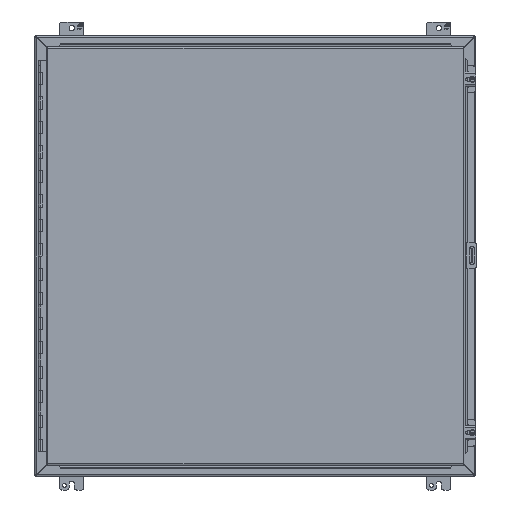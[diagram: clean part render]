
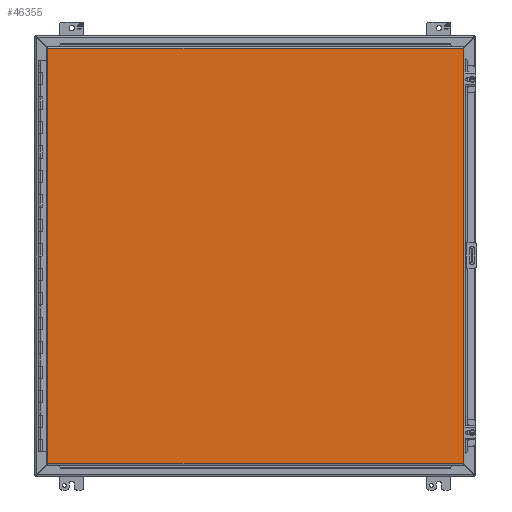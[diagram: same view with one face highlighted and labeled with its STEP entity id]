
A CAD part, front view. The second image highlights one B-rep face of the part: STEP entity #46355.
In plain terms, the highlighted planar face has unit normal (0, -1, 0).
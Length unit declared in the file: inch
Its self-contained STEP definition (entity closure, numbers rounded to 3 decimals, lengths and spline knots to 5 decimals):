
#98 = CARTESIAN_POINT ( 'NONE',  ( -16.955, -13.185, 16.9945 ) ) ;
#815 = VECTOR ( 'NONE', #38982, 39.37008 ) ;
#988 = EDGE_CURVE ( 'NONE', #23275, #18618, #42862, .T. ) ;
#1484 = CARTESIAN_POINT ( 'NONE',  ( 17.017, -13.185, -16.9945 ) ) ;
#6202 = DIRECTION ( 'NONE',  ( 0., 0., -1. ) ) ;
#13724 = ORIENTED_EDGE ( 'NONE', *, *, #46698, .F. ) ;
#16928 = ORIENTED_EDGE ( 'NONE', *, *, #17253, .F. ) ;
#17253 = EDGE_CURVE ( 'NONE', #23676, #24823, #28768, .T. ) ;
#18347 = VECTOR ( 'NONE', #18674, 39.37008 ) ;
#18431 = LINE ( 'NONE', #26661, #18347 ) ;
#18618 = VERTEX_POINT ( 'NONE', #32112 ) ;
#18674 = DIRECTION ( 'NONE',  ( -1., 0., 0. ) ) ;
#19955 = EDGE_LOOP ( 'NONE', ( #16928, #13724, #44366, #22520 ) ) ;
#22370 = VECTOR ( 'NONE', #29662, 39.37008 ) ;
#22520 = ORIENTED_EDGE ( 'NONE', *, *, #26441, .F. ) ;
#23275 = VERTEX_POINT ( 'NONE', #38303 ) ;
#23676 = VERTEX_POINT ( 'NONE', #26020 ) ;
#24823 = VERTEX_POINT ( 'NONE', #1484 ) ;
#26020 = CARTESIAN_POINT ( 'NONE',  ( 17.017, -13.185, 16.9945 ) ) ;
#26441 = EDGE_CURVE ( 'NONE', #24823, #23275, #18431, .T. ) ;
#26661 = CARTESIAN_POINT ( 'NONE',  ( 17.017, -13.185, -16.9945 ) ) ;
#28768 = LINE ( 'NONE', #47401, #37255 ) ;
#29013 = DIRECTION ( 'NONE',  ( 0., 0., -1. ) ) ;
#29662 = DIRECTION ( 'NONE',  ( 1., 0., 0. ) ) ;
#32112 = CARTESIAN_POINT ( 'NONE',  ( -16.955, -13.185, 16.9945 ) ) ;
#34233 = LINE ( 'NONE', #98, #22370 ) ;
#35789 = DIRECTION ( 'NONE',  ( 0., -1., 0. ) ) ;
#36025 = FACE_OUTER_BOUND ( 'NONE', #19955, .T. ) ;
#37255 = VECTOR ( 'NONE', #29013, 39.37008 ) ;
#38258 = CARTESIAN_POINT ( 'NONE',  ( -16.955, -13.185, -16.9945 ) ) ;
#38303 = CARTESIAN_POINT ( 'NONE',  ( -16.955, -13.185, -16.9945 ) ) ;
#38982 = DIRECTION ( 'NONE',  ( 0., 0., 1. ) ) ;
#39403 = CARTESIAN_POINT ( 'NONE',  ( -16.955, -13.185, -16.9945 ) ) ;
#42862 = LINE ( 'NONE', #38258, #815 ) ;
#44005 = AXIS2_PLACEMENT_3D ( 'NONE', #39403, #35789, #6202 ) ;
#44366 = ORIENTED_EDGE ( 'NONE', *, *, #988, .F. ) ;
#46185 = PLANE ( 'NONE',  #44005 ) ;
#46355 = ADVANCED_FACE ( 'NONE', ( #36025 ), #46185, .T. ) ;
#46698 = EDGE_CURVE ( 'NONE', #18618, #23676, #34233, .T. ) ;
#47401 = CARTESIAN_POINT ( 'NONE',  ( 17.017, -13.185, 16.9945 ) ) ;
